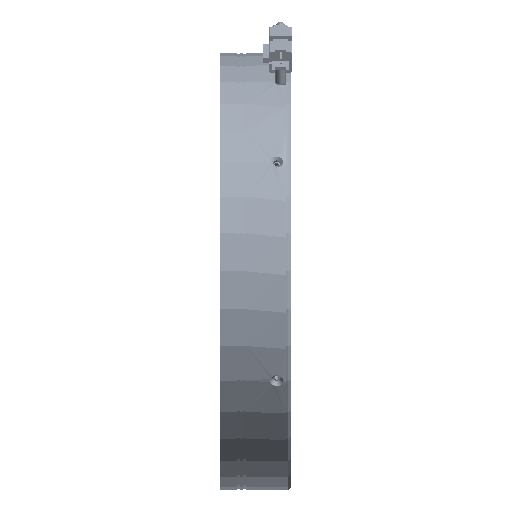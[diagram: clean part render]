
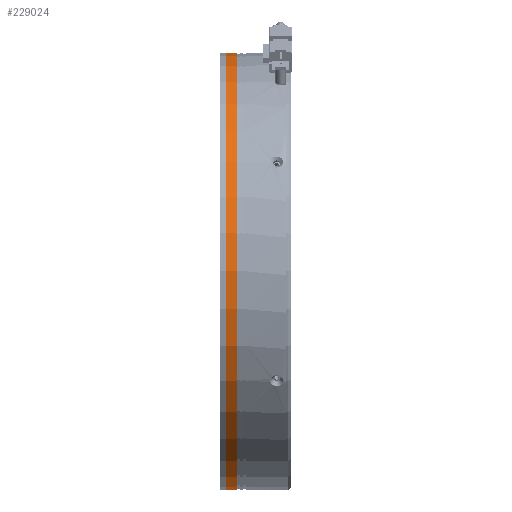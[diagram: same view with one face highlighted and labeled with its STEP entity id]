
A CAD part, left-side view. The second image highlights one B-rep face of the part: STEP entity #229024.
In plain terms, the highlighted cylindrical face has radius 75 mm (diameter 150 mm), a partial arc.
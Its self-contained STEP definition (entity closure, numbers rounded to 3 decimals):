
#294 = CARTESIAN_POINT ( 'NONE',  ( -13.458, 20.378, -75. ) ) ;
#5872 = ORIENTED_EDGE ( 'NONE', *, *, #172561, .T. ) ;
#29757 = FACE_OUTER_BOUND ( 'NONE', #172717, .T. ) ;
#36382 = DIRECTION ( 'NONE',  ( 0., -1., 0. ) ) ;
#47685 = VERTEX_POINT ( 'NONE', #294 ) ;
#56560 = ORIENTED_EDGE ( 'NONE', *, *, #59817, .F. ) ;
#59817 = EDGE_CURVE ( 'NONE', #254089, #66917, #189950, .T. ) ;
#63865 = CARTESIAN_POINT ( 'NONE',  ( -13.458, 16.378, -75. ) ) ;
#66917 = VERTEX_POINT ( 'NONE', #239736 ) ;
#96851 = CARTESIAN_POINT ( 'NONE',  ( -13.458, 20.378, 0. ) ) ;
#102739 = DIRECTION ( 'NONE',  ( 0., -1., 0. ) ) ;
#107505 = CARTESIAN_POINT ( 'NONE',  ( -13.458, 16.378, 0. ) ) ;
#114639 = AXIS2_PLACEMENT_3D ( 'NONE', #160774, #36382, #265041 ) ;
#117656 = DIRECTION ( 'NONE',  ( 0., 0., -1. ) ) ;
#120972 = AXIS2_PLACEMENT_3D ( 'NONE', #96851, #242128, #117656 ) ;
#128417 = DIRECTION ( 'NONE',  ( 0., 0., -1. ) ) ;
#129529 = CARTESIAN_POINT ( 'NONE',  ( -13.458, -1.268, -75. ) ) ;
#134751 = VECTOR ( 'NONE', #102739, 1000. ) ;
#143680 = CARTESIAN_POINT ( 'NONE',  ( -13.458, -1.268, 75. ) ) ;
#143869 = LINE ( 'NONE', #129529, #254328 ) ;
#150474 = DIRECTION ( 'NONE',  ( 0., -1., 0. ) ) ;
#160774 = CARTESIAN_POINT ( 'NONE',  ( -13.458, -1.268, 0. ) ) ;
#172561 = EDGE_CURVE ( 'NONE', #254089, #47685, #223723, .T. ) ;
#172717 = EDGE_LOOP ( 'NONE', ( #56560, #5872, #199522, #220173 ) ) ;
#177603 = CARTESIAN_POINT ( 'NONE',  ( -13.458, 20.378, 75. ) ) ;
#180287 = CIRCLE ( 'NONE', #262698, 75. ) ;
#188834 = EDGE_CURVE ( 'NONE', #219307, #66917, #180287, .T. ) ;
#189950 = LINE ( 'NONE', #143680, #134751 ) ;
#199522 = ORIENTED_EDGE ( 'NONE', *, *, #255645, .T. ) ;
#218117 = CYLINDRICAL_SURFACE ( 'NONE', #114639, 75. ) ;
#219307 = VERTEX_POINT ( 'NONE', #63865 ) ;
#220173 = ORIENTED_EDGE ( 'NONE', *, *, #188834, .T. ) ;
#223723 = CIRCLE ( 'NONE', #120972, 75. ) ;
#229024 = ADVANCED_FACE ( 'NONE', ( #29757 ), #218117, .T. ) ;
#239736 = CARTESIAN_POINT ( 'NONE',  ( -13.458, 16.378, 75. ) ) ;
#242128 = DIRECTION ( 'NONE',  ( 0., -1., 0. ) ) ;
#252829 = DIRECTION ( 'NONE',  ( 0., 1., 0. ) ) ;
#254089 = VERTEX_POINT ( 'NONE', #177603 ) ;
#254328 = VECTOR ( 'NONE', #150474, 1000. ) ;
#255645 = EDGE_CURVE ( 'NONE', #47685, #219307, #143869, .T. ) ;
#262698 = AXIS2_PLACEMENT_3D ( 'NONE', #107505, #252829, #128417 ) ;
#265041 = DIRECTION ( 'NONE',  ( 0., 0., -1. ) ) ;
